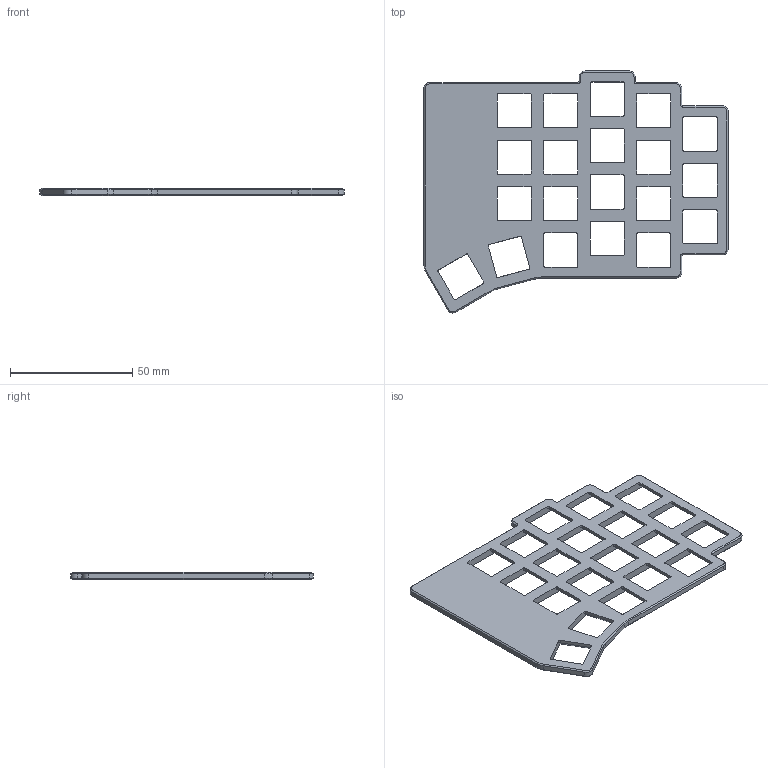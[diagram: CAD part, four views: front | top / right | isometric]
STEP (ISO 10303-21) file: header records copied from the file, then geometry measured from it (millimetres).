
FILE_DESCRIPTION(('FreeCAD Model'),'2;1');
FILE_NAME('Open CASCADE Shape Model','2024-10-28T18:15:38',(''),(''), 'Open CASCADE STEP processor 7.6','FreeCAD','Unknown');
FILE_SCHEMA(('AUTOMOTIVE_DESIGN { 1 0 10303 214 1 1 1 1 }'));
Length unit declared in the file: millimetre
Products named in the file (1): Plate-Mirrored
Bounding box: 124.5 x 98.98 x 3 mm (x, y, z)
Volume: 17190.3 mm3; surface area: 16087.9 mm2
Topology: 1 solids, 1 shells, 308 faces, 928 edges, 624 vertices
Faces by surface type: plane 171, cylinder 99, cone 30, revolution 6, bspline 2
Full cylindrical faces by diameter (mm): 4.5 x2
Entity records: 10754 total; most frequent: CARTESIAN_POINT 2071, ORIENTED_EDGE 1856, DIRECTION 1778, EDGE_CURVE 928, LINE 674, VECTOR 674, VERTEX_POINT 624, AXIS2_PLACEMENT_3D 549
